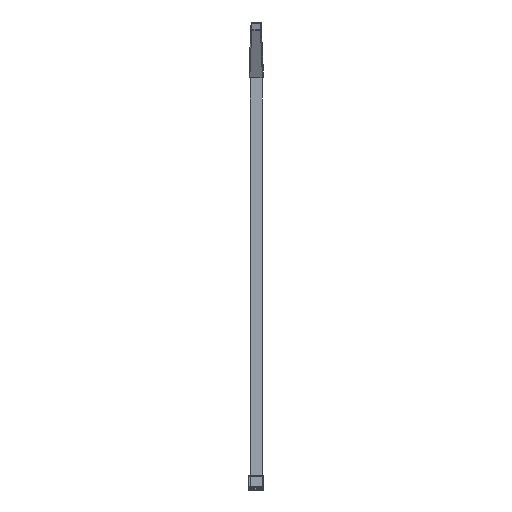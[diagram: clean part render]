
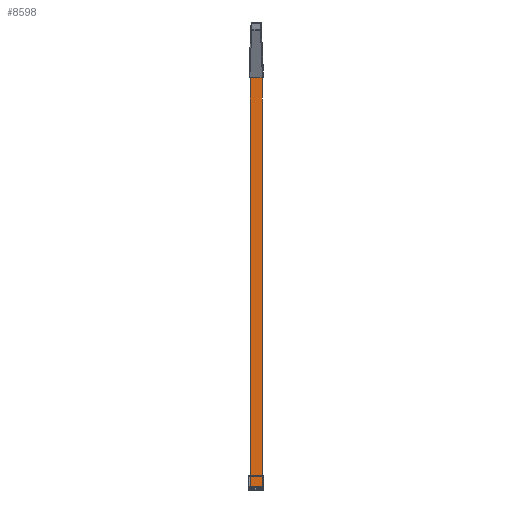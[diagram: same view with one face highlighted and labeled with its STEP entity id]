
A CAD part, front view. The second image highlights one B-rep face of the part: STEP entity #8598.
In plain terms, the highlighted planar face has unit normal (0, -1, 0).
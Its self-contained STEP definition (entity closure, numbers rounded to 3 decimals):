
#8559=CARTESIAN_POINT('',(-14.852,-227.25,4.5));
#8560=DIRECTION('',(0.0,-1.0,0.0));
#8561=DIRECTION('',(1.0,0.0,0.0));
#8562=AXIS2_PLACEMENT_3D('',#8559,#8560,#8561);
#8563=PLANE('',#8562);
#8564=CARTESIAN_POINT('',(-14.852,-227.25,6.75));
#8565=VERTEX_POINT('',#8564);
#8566=CARTESIAN_POINT('',(-14.852,-227.25,1044.5));
#8567=VERTEX_POINT('',#8566);
#8568=CARTESIAN_POINT('',(-14.852,-227.25,6.75));
#8569=DIRECTION('',(0.0,0.0,1.0));
#8570=VECTOR('',#8569,1037.75);
#8571=LINE('',#8568,#8570);
#8572=EDGE_CURVE('',#8565,#8567,#8571,.T.);
#8573=ORIENTED_EDGE('',*,*,#8572,.F.);
#8574=CARTESIAN_POINT('',(15.148,-227.25,6.75));
#8575=VERTEX_POINT('',#8574);
#8576=CARTESIAN_POINT('',(-14.852,-227.25,6.75));
#8577=DIRECTION('',(1.0,0.0,0.0));
#8578=VECTOR('',#8577,30.0);
#8579=LINE('',#8576,#8578);
#8580=EDGE_CURVE('',#8565,#8575,#8579,.T.);
#8581=ORIENTED_EDGE('',*,*,#8580,.T.);
#8582=CARTESIAN_POINT('',(15.148,-227.25,1044.5));
#8583=VERTEX_POINT('',#8582);
#8584=CARTESIAN_POINT('',(15.148,-227.25,6.75));
#8585=DIRECTION('',(0.0,0.0,1.0));
#8586=VECTOR('',#8585,1037.75);
#8587=LINE('',#8584,#8586);
#8588=EDGE_CURVE('',#8575,#8583,#8587,.T.);
#8589=ORIENTED_EDGE('',*,*,#8588,.T.);
#8590=CARTESIAN_POINT('',(-14.852,-227.25,1044.5));
#8591=DIRECTION('',(1.0,0.0,0.0));
#8592=VECTOR('',#8591,30.0);
#8593=LINE('',#8590,#8592);
#8594=EDGE_CURVE('',#8567,#8583,#8593,.T.);
#8595=ORIENTED_EDGE('',*,*,#8594,.F.);
#8596=EDGE_LOOP('',(#8573,#8581,#8589,#8595));
#8597=FACE_OUTER_BOUND('',#8596,.T.);
#8598=ADVANCED_FACE('',(#8597),#8563,.T.);
